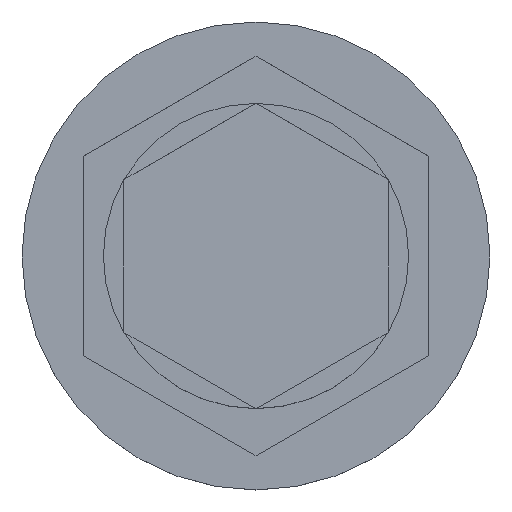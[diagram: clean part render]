
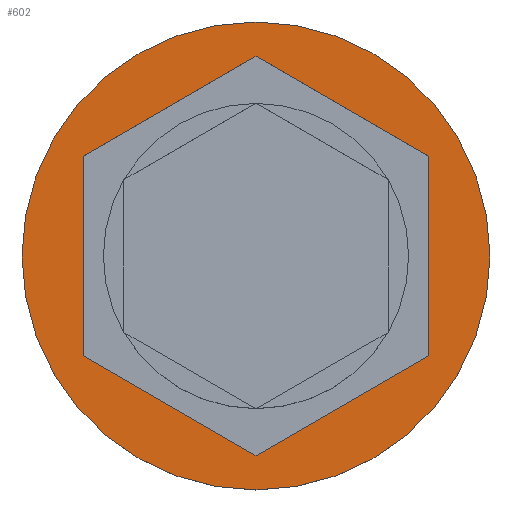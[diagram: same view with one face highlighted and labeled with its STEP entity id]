
A CAD part, top view. The second image highlights one B-rep face of the part: STEP entity #602.
In plain terms, the highlighted planar face has unit normal (0, 0, 1).
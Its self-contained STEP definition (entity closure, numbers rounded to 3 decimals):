
#33 = CARTESIAN_POINT ( 'NONE',  ( 0., 4.907, 0. ) ) ;
#45 = LINE ( 'NONE', #1119, #926 ) ;
#52 = AXIS2_PLACEMENT_3D ( 'NONE', #695, #2154, #517 ) ;
#56 = VECTOR ( 'NONE', #1906, 1000. ) ;
#101 = DIRECTION ( 'NONE',  ( -0.866, -0.5, 0. ) ) ;
#294 = LINE ( 'NONE', #1147, #1445 ) ;
#312 = CARTESIAN_POINT ( 'NONE',  ( -4.25, -2.454, 0. ) ) ;
#360 = PLANE ( 'NONE',  #1033 ) ;
#439 = CARTESIAN_POINT ( 'NONE',  ( 4.25, 2.454, 0. ) ) ;
#482 = LINE ( 'NONE', #1538, #56 ) ;
#517 = DIRECTION ( 'NONE',  ( 1., 0., 0. ) ) ;
#546 = ORIENTED_EDGE ( 'NONE', *, *, #2108, .T. ) ;
#585 = EDGE_CURVE ( 'NONE', #1892, #2204, #1795, .T. ) ;
#602 = ADVANCED_FACE ( 'NONE', ( #1065, #1793 ), #360, .T. ) ;
#606 = ORIENTED_EDGE ( 'NONE', *, *, #722, .F. ) ;
#666 = VERTEX_POINT ( 'NONE', #1866 ) ;
#673 = CARTESIAN_POINT ( 'NONE',  ( 5.75, 0., 0. ) ) ;
#687 = AXIS2_PLACEMENT_3D ( 'NONE', #1743, #1920, #1731 ) ;
#695 = CARTESIAN_POINT ( 'NONE',  ( 0., 0., 0. ) ) ;
#722 = EDGE_CURVE ( 'NONE', #742, #2047, #45, .T. ) ;
#742 = VERTEX_POINT ( 'NONE', #1751 ) ;
#761 = EDGE_CURVE ( 'NONE', #666, #742, #1195, .T. ) ;
#791 = EDGE_LOOP ( 'NONE', ( #2188, #546 ) ) ;
#811 = CARTESIAN_POINT ( 'NONE',  ( -4.25, 2.454, 0. ) ) ;
#827 = LINE ( 'NONE', #1870, #1409 ) ;
#909 = ORIENTED_EDGE ( 'NONE', *, *, #1784, .F. ) ;
#926 = VECTOR ( 'NONE', #1461, 1000. ) ;
#1023 = LINE ( 'NONE', #1982, #1991 ) ;
#1033 = AXIS2_PLACEMENT_3D ( 'NONE', #1805, #1439, #2171 ) ;
#1065 = FACE_BOUND ( 'NONE', #1688, .T. ) ;
#1119 = CARTESIAN_POINT ( 'NONE',  ( 4.25, -2.454, 0. ) ) ;
#1147 = CARTESIAN_POINT ( 'NONE',  ( 4.25, 2.454, 0. ) ) ;
#1195 = LINE ( 'NONE', #2114, #1876 ) ;
#1205 = DIRECTION ( 'NONE',  ( 0.866, 0.5, 0. ) ) ;
#1222 = DIRECTION ( 'NONE',  ( 0., -1., 0. ) ) ;
#1282 = CARTESIAN_POINT ( 'NONE',  ( -5.75, 0., 0. ) ) ;
#1403 = ORIENTED_EDGE ( 'NONE', *, *, #761, .F. ) ;
#1409 = VECTOR ( 'NONE', #101, 1000. ) ;
#1439 = DIRECTION ( 'NONE',  ( 0., 0., 1. ) ) ;
#1445 = VECTOR ( 'NONE', #1884, 1000. ) ;
#1461 = DIRECTION ( 'NONE',  ( 0., 1., 0. ) ) ;
#1487 = VERTEX_POINT ( 'NONE', #33 ) ;
#1538 = CARTESIAN_POINT ( 'NONE',  ( -4.25, -2.454, 0. ) ) ;
#1643 = EDGE_CURVE ( 'NONE', #1487, #2149, #827, .T. ) ;
#1688 = EDGE_LOOP ( 'NONE', ( #1983, #606, #1403, #2009, #909, #1813 ) ) ;
#1708 = EDGE_CURVE ( 'NONE', #2047, #1487, #294, .T. ) ;
#1731 = DIRECTION ( 'NONE',  ( 1., 0., 0. ) ) ;
#1743 = CARTESIAN_POINT ( 'NONE',  ( 0., 0., 0. ) ) ;
#1751 = CARTESIAN_POINT ( 'NONE',  ( 4.25, -2.454, 0. ) ) ;
#1784 = EDGE_CURVE ( 'NONE', #2149, #1885, #1023, .T. ) ;
#1793 = FACE_OUTER_BOUND ( 'NONE', #791, .T. ) ;
#1795 = CIRCLE ( 'NONE', #52, 5.75 ) ;
#1805 = CARTESIAN_POINT ( 'NONE',  ( 0., 0., 0. ) ) ;
#1813 = ORIENTED_EDGE ( 'NONE', *, *, #1643, .F. ) ;
#1866 = CARTESIAN_POINT ( 'NONE',  ( 0., -4.907, 0. ) ) ;
#1870 = CARTESIAN_POINT ( 'NONE',  ( 0., 4.907, 0. ) ) ;
#1876 = VECTOR ( 'NONE', #1205, 1000. ) ;
#1884 = DIRECTION ( 'NONE',  ( -0.866, 0.5, 0. ) ) ;
#1885 = VERTEX_POINT ( 'NONE', #312 ) ;
#1892 = VERTEX_POINT ( 'NONE', #673 ) ;
#1906 = DIRECTION ( 'NONE',  ( 0.866, -0.5, 0. ) ) ;
#1920 = DIRECTION ( 'NONE',  ( 0., 0., 1. ) ) ;
#1982 = CARTESIAN_POINT ( 'NONE',  ( -4.25, 2.454, 0. ) ) ;
#1983 = ORIENTED_EDGE ( 'NONE', *, *, #1708, .F. ) ;
#1991 = VECTOR ( 'NONE', #1222, 1000. ) ;
#2009 = ORIENTED_EDGE ( 'NONE', *, *, #2161, .F. ) ;
#2047 = VERTEX_POINT ( 'NONE', #439 ) ;
#2101 = CIRCLE ( 'NONE', #687, 5.75 ) ;
#2108 = EDGE_CURVE ( 'NONE', #2204, #1892, #2101, .T. ) ;
#2114 = CARTESIAN_POINT ( 'NONE',  ( 0., -4.907, 0. ) ) ;
#2149 = VERTEX_POINT ( 'NONE', #811 ) ;
#2154 = DIRECTION ( 'NONE',  ( 0., 0., 1. ) ) ;
#2161 = EDGE_CURVE ( 'NONE', #1885, #666, #482, .T. ) ;
#2171 = DIRECTION ( 'NONE',  ( 1., 0., 0. ) ) ;
#2188 = ORIENTED_EDGE ( 'NONE', *, *, #585, .T. ) ;
#2204 = VERTEX_POINT ( 'NONE', #1282 ) ;
